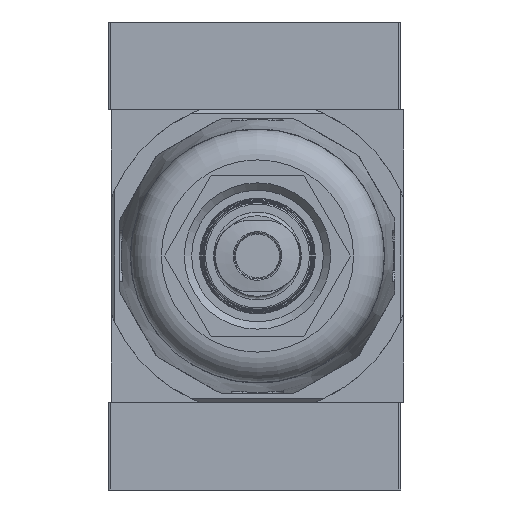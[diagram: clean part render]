
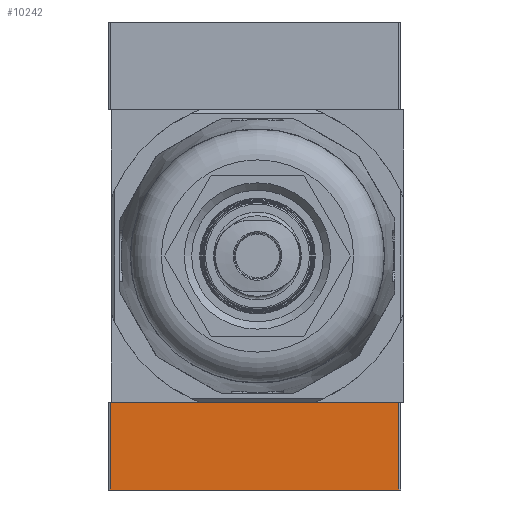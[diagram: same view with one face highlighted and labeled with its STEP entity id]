
A CAD part, front view. The second image highlights one B-rep face of the part: STEP entity #10242.
In plain terms, the highlighted face is planar.
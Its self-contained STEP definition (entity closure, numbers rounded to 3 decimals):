
#607=LINE('',#15938,#1107);
#608=LINE('',#15942,#1108);
#609=LINE('',#15944,#1109);
#610=LINE('',#15946,#1110);
#1107=VECTOR('',#12903,1000.);
#1108=VECTOR('',#12908,1000.);
#1109=VECTOR('',#12909,1000.);
#1110=VECTOR('',#12910,1000.);
#1440=PLANE('',#11044);
#3140=ORIENTED_EDGE('',*,*,#4618,.T.);
#3141=ORIENTED_EDGE('',*,*,#4619,.F.);
#3142=ORIENTED_EDGE('',*,*,#4620,.F.);
#3143=ORIENTED_EDGE('',*,*,#4616,.T.);
#4616=EDGE_CURVE('',#5494,#5493,#607,.T.);
#4618=EDGE_CURVE('',#5493,#5495,#608,.T.);
#4619=EDGE_CURVE('',#5496,#5495,#609,.T.);
#4620=EDGE_CURVE('',#5494,#5496,#610,.T.);
#5493=VERTEX_POINT('',#15937);
#5494=VERTEX_POINT('',#15939);
#5495=VERTEX_POINT('',#15943);
#5496=VERTEX_POINT('',#15945);
#6559=EDGE_LOOP('',(#3140,#3141,#3142,#3143));
#7227=FACE_BOUND('',#6559,.T.);
#10242=ADVANCED_FACE('',(#7227),#1440,.F.);
#11044=AXIS2_PLACEMENT_3D('',#15941,#12906,#12907);
#12903=DIRECTION('',(0.,0.,-1.));
#12906=DIRECTION('',(0.,-1.,0.));
#12907=DIRECTION('',(0.,0.,-1.));
#12908=DIRECTION('',(-1.,0.,0.));
#12909=DIRECTION('',(0.,0.,-1.));
#12910=DIRECTION('',(-1.,0.,0.));
#15937=CARTESIAN_POINT('',(19.7,10.,-6.));
#15938=CARTESIAN_POINT('',(19.7,10.,6.));
#15939=CARTESIAN_POINT('',(19.7,10.,6.));
#15941=CARTESIAN_POINT('',(19.7,10.,6.));
#15942=CARTESIAN_POINT('',(19.7,10.,-6.));
#15943=CARTESIAN_POINT('',(-19.7,10.,-6.));
#15944=CARTESIAN_POINT('',(-19.7,10.,6.));
#15945=CARTESIAN_POINT('',(-19.7,10.,6.));
#15946=CARTESIAN_POINT('',(19.7,10.,6.));
